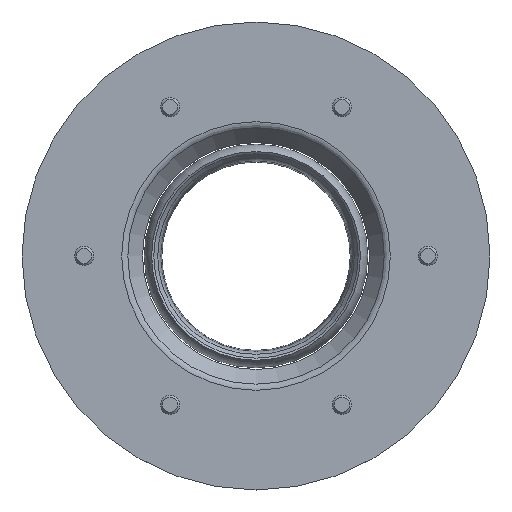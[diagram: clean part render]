
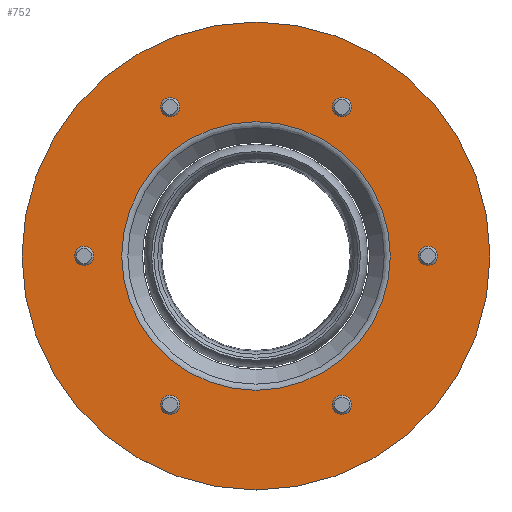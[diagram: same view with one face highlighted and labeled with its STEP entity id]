
A CAD part, top view. The second image highlights one B-rep face of the part: STEP entity #752.
In plain terms, the highlighted planar face has unit normal (0, 0, 1).
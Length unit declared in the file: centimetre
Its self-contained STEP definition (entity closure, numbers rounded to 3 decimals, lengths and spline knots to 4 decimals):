
#56=FACE_BOUND('',#182,.T.);
#58=PLANE('',#952);
#127=FACE_OUTER_BOUND('',#181,.T.);
#181=EDGE_LOOP('',(#610));
#182=EDGE_LOOP('',(#611));
#262=CIRCLE('',#950,70.2932);
#264=CIRCLE('',#953,122.5);
#333=VERTEX_POINT('',#1484);
#334=VERTEX_POINT('',#1488);
#425=EDGE_CURVE('',#333,#333,#262,.T.);
#427=EDGE_CURVE('',#334,#334,#264,.T.);
#610=ORIENTED_EDGE('',*,*,#427,.F.);
#611=ORIENTED_EDGE('',*,*,#425,.T.);
#752=ADVANCED_FACE('',(#127,#56),#58,.T.);
#950=AXIS2_PLACEMENT_3D('',#1485,#1186,#1187);
#952=AXIS2_PLACEMENT_3D('',#1487,#1190,#1191);
#953=AXIS2_PLACEMENT_3D('',#1489,#1192,#1193);
#1186=DIRECTION('center_axis',(0.,0.,
-1.));
#1187=DIRECTION('ref_axis',(1.,0.,0.));
#1190=DIRECTION('center_axis',(0.,0.,
1.));
#1191=DIRECTION('ref_axis',(0.,-1.,0.));
#1192=DIRECTION('center_axis',(0.,0.,
-1.));
#1193=DIRECTION('ref_axis',(1.,0.,0.));
#1484=CARTESIAN_POINT('',(0.,-70.2932,71.));
#1485=CARTESIAN_POINT('Origin',(0.,0.,
71.));
#1487=CARTESIAN_POINT('Origin',(122.5,0.,71.));
#1488=CARTESIAN_POINT('',(-122.5,0.,71.));
#1489=CARTESIAN_POINT('Origin',(0.,0.,
71.));
